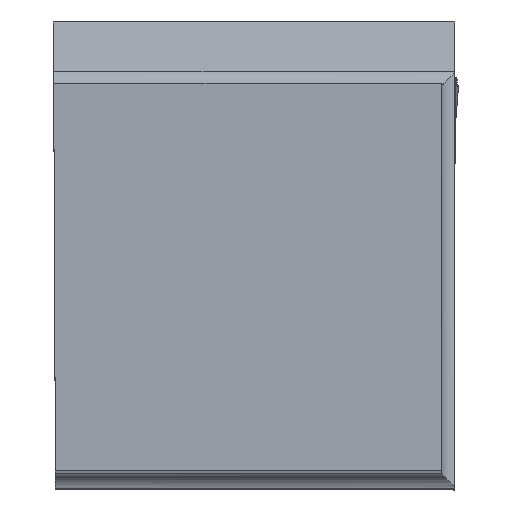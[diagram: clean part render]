
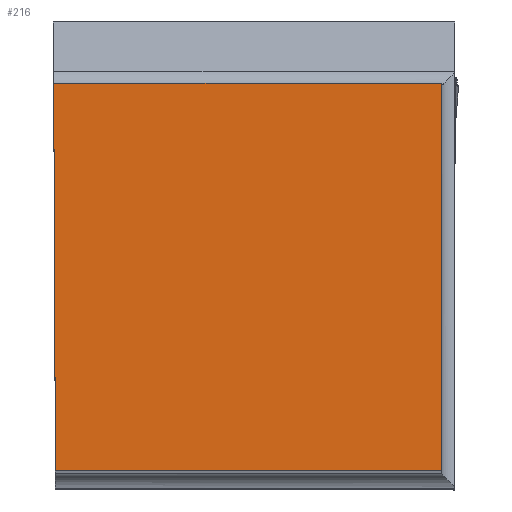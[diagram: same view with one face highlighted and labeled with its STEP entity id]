
A CAD part, top view. The second image highlights one B-rep face of the part: STEP entity #216.
In plain terms, the highlighted planar face has unit normal (0, 0, 1).
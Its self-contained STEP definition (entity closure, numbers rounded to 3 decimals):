
#216=ADVANCED_FACE('CU_BACK_SU1',(#348),#300,.F.);
#300=PLANE('',#1826);
#348=FACE_OUTER_BOUND('',#434,.T.);
#434=EDGE_LOOP('',(#611,#612,#613,#614));
#611=ORIENTED_EDGE('',*,*,#1234,.T.);
#612=ORIENTED_EDGE('',*,*,#1235,.T.);
#613=ORIENTED_EDGE('',*,*,#1236,.T.);
#614=ORIENTED_EDGE('',*,*,#1177,.F.);
#1019=VERTEX_POINT('',#2450);
#1020=VERTEX_POINT('',#2452);
#1065=VERTEX_POINT('',#2587);
#1066=VERTEX_POINT('',#2589);
#1177=EDGE_CURVE('',#1019,#1020,#1416,.T.);
#1234=EDGE_CURVE('',#1019,#1065,#1455,.T.);
#1235=EDGE_CURVE('',#1065,#1066,#1456,.T.);
#1236=EDGE_CURVE('',#1066,#1020,#1457,.T.);
#1416=LINE('',#2451,#1569);
#1455=LINE('',#2586,#1608);
#1456=LINE('',#2588,#1609);
#1457=LINE('',#2590,#1610);
#1569=VECTOR('',#1969,1.);
#1608=VECTOR('',#2060,1.);
#1609=VECTOR('',#2061,1.);
#1610=VECTOR('',#2062,1.);
#1826=AXIS2_PLACEMENT_3D('',#2591,#2063,#2064);
#1969=DIRECTION('',(-0.004,1.,0.));
#2060=DIRECTION('',(1.,0.,0.));
#2061=DIRECTION('',(0.,1.,0.));
#2062=DIRECTION('',(-1.,0.,0.));
#2063=DIRECTION('',(0.,0.,-1.));
#2064=DIRECTION('',(-1.,0.,0.));
#2450=CARTESIAN_POINT('',(0.138,0.,0.));
#2451=CARTESIAN_POINT('',(-0.086,51.375,0.));
#2452=CARTESIAN_POINT('',(0.,31.623,0.));
#2586=CARTESIAN_POINT('',(56.741,0.,0.));
#2587=CARTESIAN_POINT('',(31.623,0.,0.));
#2588=CARTESIAN_POINT('',(31.623,51.623,0.));
#2589=CARTESIAN_POINT('',(31.623,31.623,0.));
#2590=CARTESIAN_POINT('',(56.741,31.623,0.));
#2591=CARTESIAN_POINT('',(56.741,51.623,0.));
